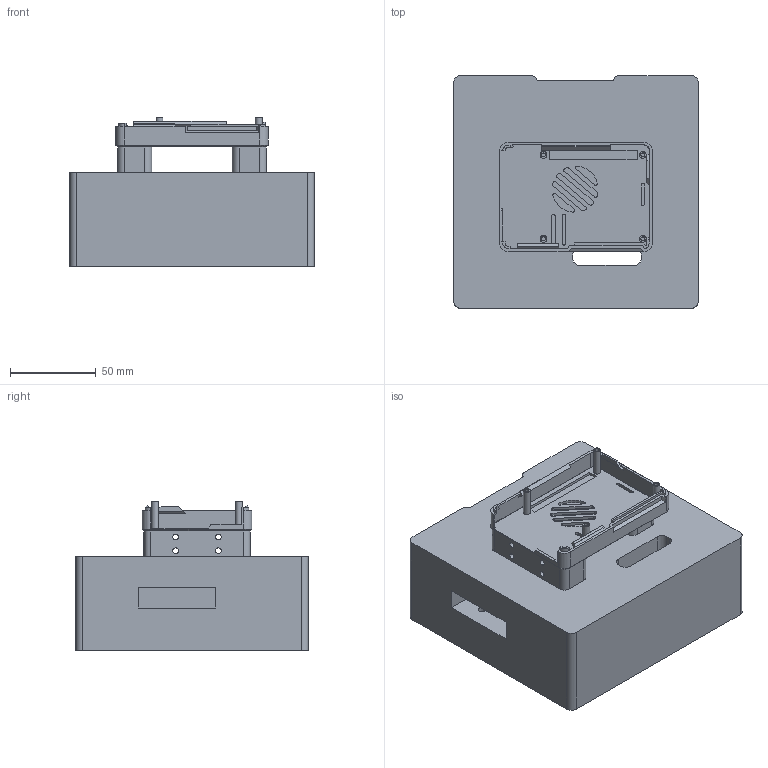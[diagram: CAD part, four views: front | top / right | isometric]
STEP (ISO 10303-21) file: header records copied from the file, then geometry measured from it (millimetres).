
FILE_DESCRIPTION(/* description */ ('STEP AP242','CAx-IF Rec.Pracs.---Representation and Presentation of Product Manufacturing Information (PMI)---4.0---2014-10-13','CAx-IF Rec.Pracs.---3D Tessellated Geometry---0.4---2014-09-14','2;1'),/* implementation_level */ '2;1');
FILE_NAME(/* name */ '685988f60a2b2d54924195f4',/* time_stamp */ '2025-06-23T17:03:50Z',/* author */ (''),/* organization */ (''),/* preprocessor_version */ 'ST-DEVELOPER v20',/* originating_system */ 'ONSHAPE BY PTC INC, 1.199',/* authorisation */ ' ');
FILE_SCHEMA (('AP242_MANAGED_MODEL_BASED_3D_ENGINEERING_MIM_LF { 1 0 10303 442 1 1 4 }'));
Length unit declared in the file: metre
Products named in the file (3): Main Case; Top; Case
Assembly tree (2 placements, depth 2):
  Main Case
    Top
    Case
Bounding box: 143 x 136 x 87.4 mm (x, y, z)
Volume: 492832.7 mm3; surface area: 124592.4 mm2
Topology: 2 solids, 2 shells, 277 faces, 750 edges, 495 vertices
Faces by surface type: plane 174, cylinder 93, cone 10
Full cylindrical faces by diameter (mm): 0.4 x1, 2.3 x4, 2.4 x1, 3.3 x8, 4 x17
Entity records: 8613 total; most frequent: CARTESIAN_POINT 1469, DIRECTION 1463, ORIENTED_EDGE 1412, EDGE_CURVE 706, LINE 509, VECTOR 509, VERTEX_POINT 483, AXIS2_PLACEMENT_3D 477
